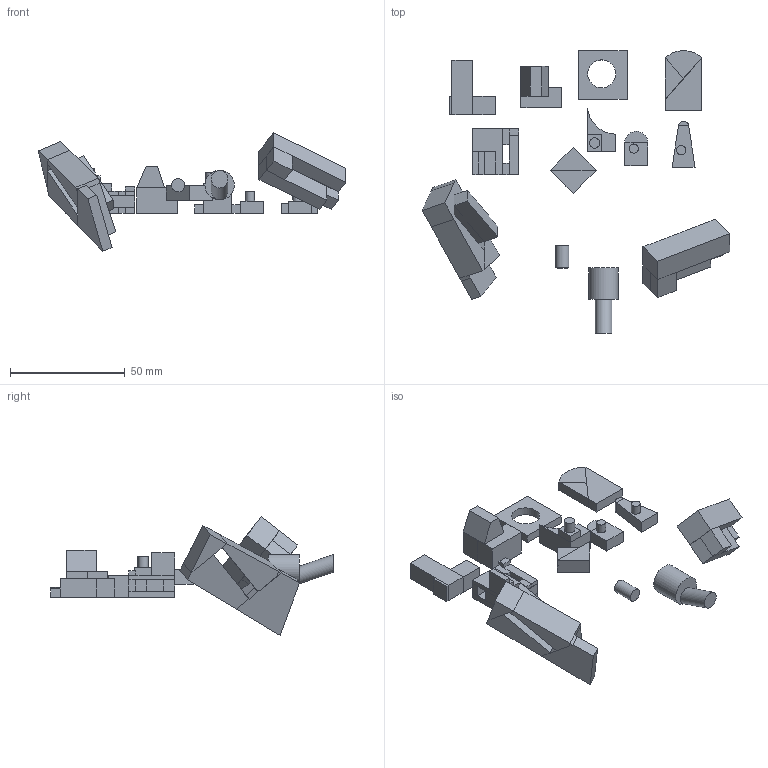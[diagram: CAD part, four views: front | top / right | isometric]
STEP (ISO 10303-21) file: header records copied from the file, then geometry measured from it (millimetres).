
FILE_DESCRIPTION(('Open CASCADE Model'),'2;1');
FILE_NAME('Open CASCADE Shape Model','2022-05-11T14:45:08',('Author'),( 'Open CASCADE'),'Open CASCADE STEP processor 7.5','Open CASCADE 7.5' ,'Unknown');
FILE_SCHEMA(('AUTOMOTIVE_DESIGN { 1 0 10303 214 1 1 1 1 }'));
Length unit declared in the file: millimetre
Products named in the file (26): Component2; COMPOUND; Design100; step; T; cylindrical_hole; Design12; curved; cylindrical_cut_out; CylBox; small_angle_cylinder; cylindrical_Wedge; CylCyl_oblique; Component1
Assembly tree (13 placements, depth 2):
  Component2
    COMPOUND
  Design100
    COMPOUND
  step
    COMPOUND
  T
    COMPOUND
  cylindrical_hole
    COMPOUND
Bounding box: 133.83 x 122.81 x 51.61 mm (x, y, z)
Volume: 37985.3 mm3; surface area: 25375.8 mm2
Topology: 51 solids, 51 shells, 326 faces, 671 edges, 451 vertices
Faces by surface type: plane 315, cylinder 11
Full cylindrical faces by diameter (mm): 4 x2, 4.472 x1, 5.769 x1, 7.211 x1, 12.166 x1, 12.806 x1
Entity records: 17000 total; most frequent: CARTESIAN_POINT 3435, DIRECTION 2189, LINE 1438, VECTOR 1438, ORIENTED_EDGE 1342, PCURVE 1342, DEFINITIONAL_REPRESENTATION 1342, EDGE_CURVE 671
